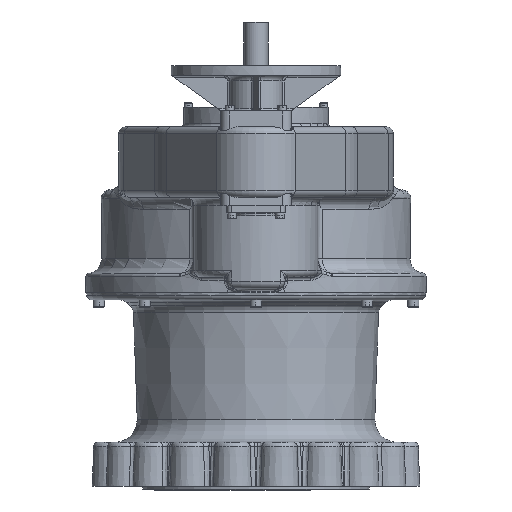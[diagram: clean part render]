
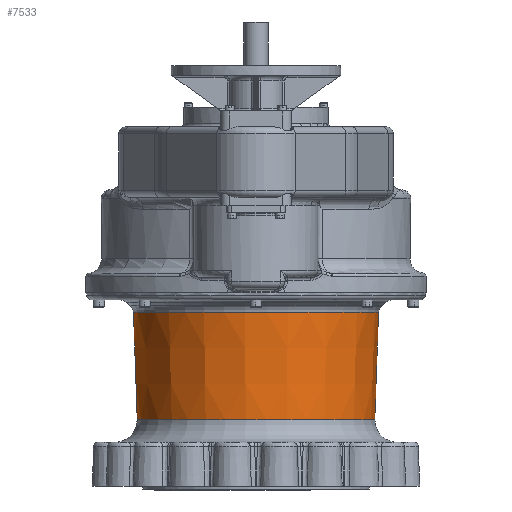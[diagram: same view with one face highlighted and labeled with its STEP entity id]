
A CAD part, left-side view. The second image highlights one B-rep face of the part: STEP entity #7533.
In plain terms, the highlighted conical face has half-angle 2 degrees and reference radius 245 mm.
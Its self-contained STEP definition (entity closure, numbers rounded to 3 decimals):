
#7533 = ADVANCED_FACE( '', ( #15605, #15606 ), #15607, .T. );
#15605 = FACE_BOUND( '', #62743, .T. );
#15606 = FACE_OUTER_BOUND( '', #62744, .T. );
#15607 = CONICAL_SURFACE( '', #62745, 245., 0.035 );
#62743 = EDGE_LOOP( '', ( #85141 ) );
#62744 = EDGE_LOOP( '', ( #85142 ) );
#62745 = AXIS2_PLACEMENT_3D( '', #85143, #85144, #85145 );
#85141 = ORIENTED_EDGE( '', *, *, #90205, .T. );
#85142 = ORIENTED_EDGE( '', *, *, #89005, .T. );
#85143 = CARTESIAN_POINT( '', ( 0., 0., -309. ) );
#85144 = DIRECTION( '', ( 0., 0., 1. ) );
#85145 = DIRECTION( '', ( -0.707, 0.707, 0. ) );
#89005 = EDGE_CURVE( '', #100346, #100346, #100347, .T. );
#90205 = EDGE_CURVE( '', #102168, #102168, #102169, .T. );
#100346 = VERTEX_POINT( '', #124072 );
#100347 = CIRCLE( '', #124073, 254.381 );
#102168 = VERTEX_POINT( '', #130523 );
#102169 = CIRCLE( '', #130524, 246.626 );
#124072 = CARTESIAN_POINT( '', ( 179.874, -179.874, -40.367 ) );
#124073 = AXIS2_PLACEMENT_3D( '', #152594, #152595, #152596 );
#130523 = CARTESIAN_POINT( '', ( -174.391, 174.391, -262.43 ) );
#130524 = AXIS2_PLACEMENT_3D( '', #153874, #153875, #153876 );
#152594 = CARTESIAN_POINT( '', ( 0., 0., -40.367 ) );
#152595 = DIRECTION( '', ( 0., 0., -1. ) );
#152596 = DIRECTION( '', ( 0.707, -0.707, 0. ) );
#153874 = CARTESIAN_POINT( '', ( 0., 0., -262.43 ) );
#153875 = DIRECTION( '', ( 0., 0., 1. ) );
#153876 = DIRECTION( '', ( -0.707, 0.707, 0. ) );
